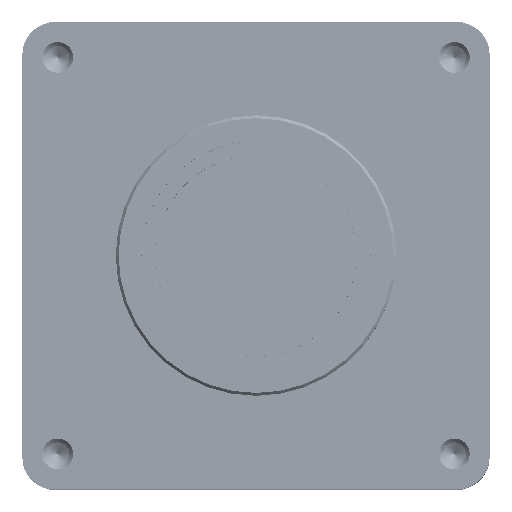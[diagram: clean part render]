
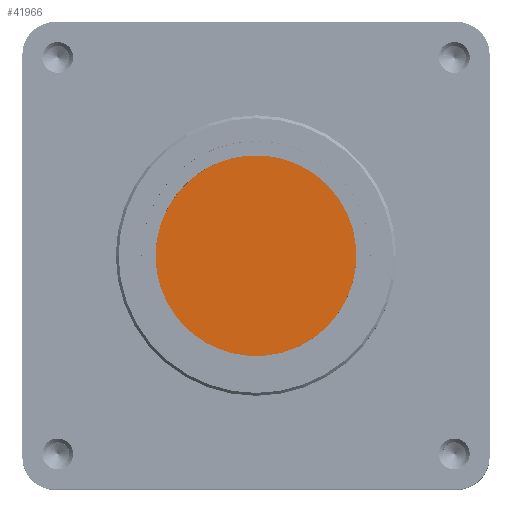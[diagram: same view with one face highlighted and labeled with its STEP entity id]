
A CAD part, top view. The second image highlights one B-rep face of the part: STEP entity #41966.
In plain terms, the highlighted face is planar.
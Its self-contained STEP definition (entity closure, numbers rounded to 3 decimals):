
#3985 = AXIS2_PLACEMENT_3D ( 'NONE', #124391, #152567, #123813 ) ;
#11620 = AXIS2_PLACEMENT_3D ( 'NONE', #45210, #118477, #87840 ) ;
#16079 = DIRECTION ( 'NONE',  ( 0., 0., 1. ) ) ;
#20890 = CARTESIAN_POINT ( 'NONE',  ( -11.9, 0., -0.5 ) ) ;
#30475 = PLANE ( 'NONE',  #121022 ) ;
#41966 = ADVANCED_FACE ( 'NONE', ( #43696 ), #30475, .F. ) ;
#43696 = FACE_OUTER_BOUND ( 'NONE', #50317, .T. ) ;
#45210 = CARTESIAN_POINT ( 'NONE',  ( 0., 0., -0.5 ) ) ;
#50317 = EDGE_LOOP ( 'NONE', ( #87042, #124937 ) ) ;
#59379 = DIRECTION ( 'NONE',  ( 1., 0., 0. ) ) ;
#83055 = CARTESIAN_POINT ( 'NONE',  ( 11.9, 0., -0.5 ) ) ;
#87042 = ORIENTED_EDGE ( 'NONE', *, *, #90503, .T. ) ;
#87596 = CARTESIAN_POINT ( 'NONE',  ( 0., 0., -0.5 ) ) ;
#87840 = DIRECTION ( 'NONE',  ( 1., 0., 0. ) ) ;
#90503 = EDGE_CURVE ( 'NONE', #107706, #105728, #119304, .T. ) ;
#105728 = VERTEX_POINT ( 'NONE', #20890 ) ;
#107706 = VERTEX_POINT ( 'NONE', #83055 ) ;
#118477 = DIRECTION ( 'NONE',  ( 0., 0., -1. ) ) ;
#119304 = CIRCLE ( 'NONE', #11620, 11.9 ) ;
#121022 = AXIS2_PLACEMENT_3D ( 'NONE', #87596, #16079, #59379 ) ;
#123813 = DIRECTION ( 'NONE',  ( 1., 0., 0. ) ) ;
#124391 = CARTESIAN_POINT ( 'NONE',  ( 0., 0., -0.5 ) ) ;
#124937 = ORIENTED_EDGE ( 'NONE', *, *, #131631, .T. ) ;
#131631 = EDGE_CURVE ( 'NONE', #105728, #107706, #175266, .T. ) ;
#152567 = DIRECTION ( 'NONE',  ( 0., 0., -1. ) ) ;
#175266 = CIRCLE ( 'NONE', #3985, 11.9 ) ;
